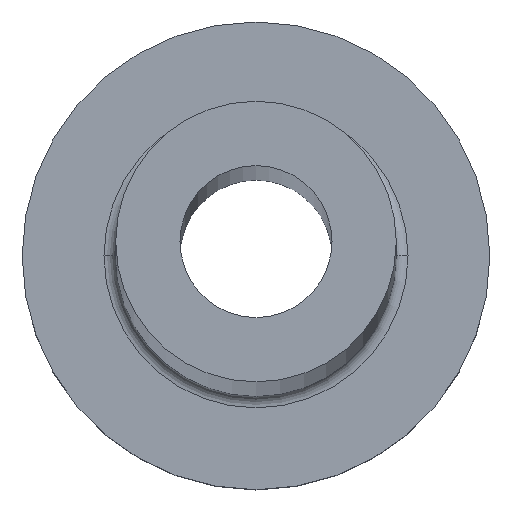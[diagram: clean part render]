
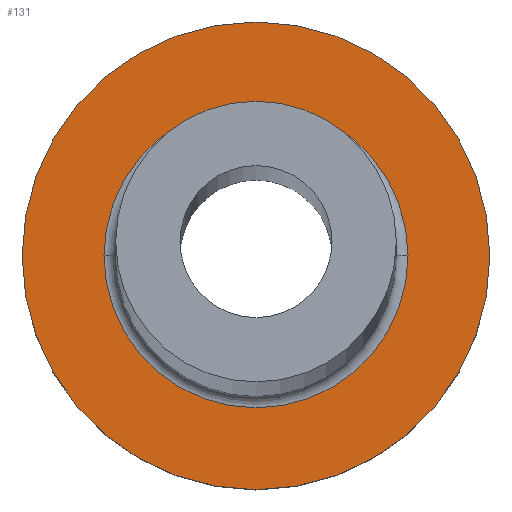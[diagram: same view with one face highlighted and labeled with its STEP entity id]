
A CAD part, top view. The second image highlights one B-rep face of the part: STEP entity #131.
In plain terms, the highlighted planar face has unit normal (0, 0, 1).
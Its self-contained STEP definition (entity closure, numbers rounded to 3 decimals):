
#1 = CIRCLE ( 'NONE', #219, 10. ) ;
#12 = CARTESIAN_POINT ( 'NONE',  ( 0., 0., 7. ) ) ;
#14 = CARTESIAN_POINT ( 'NONE',  ( -10., 0., 7. ) ) ;
#22 = VERTEX_POINT ( 'NONE', #211 ) ;
#28 = EDGE_CURVE ( 'NONE', #223, #227, #1, .T. ) ;
#35 = CARTESIAN_POINT ( 'NONE',  ( 10., 0., 7. ) ) ;
#45 = CARTESIAN_POINT ( 'NONE',  ( 0., 0., 7. ) ) ;
#65 = EDGE_CURVE ( 'NONE', #357, #22, #116, .T. ) ;
#69 = DIRECTION ( 'NONE',  ( 1., 0., 0. ) ) ;
#71 = CARTESIAN_POINT ( 'NONE',  ( 0., 0., 7. ) ) ;
#76 = DIRECTION ( 'NONE',  ( 0., 0., -1. ) ) ;
#90 = CIRCLE ( 'NONE', #372, 6.5 ) ;
#92 = DIRECTION ( 'NONE',  ( 1., 0., 0. ) ) ;
#99 = ORIENTED_EDGE ( 'NONE', *, *, #65, .T. ) ;
#106 = EDGE_LOOP ( 'NONE', ( #99, #178 ) ) ;
#107 = CARTESIAN_POINT ( 'NONE',  ( 6.5, 0., 7. ) ) ;
#116 = CIRCLE ( 'NONE', #333, 6.5 ) ;
#128 = AXIS2_PLACEMENT_3D ( 'NONE', #45, #199, #323 ) ;
#129 = CARTESIAN_POINT ( 'NONE',  ( 0., 0., 7. ) ) ;
#130 = CIRCLE ( 'NONE', #316, 10. ) ;
#131 = ADVANCED_FACE ( 'NONE', ( #215, #201 ), #220, .T. ) ;
#157 = DIRECTION ( 'NONE',  ( 1., 0., 0. ) ) ;
#166 = DIRECTION ( 'NONE',  ( 0., 0., 1. ) ) ;
#178 = ORIENTED_EDGE ( 'NONE', *, *, #368, .T. ) ;
#197 = DIRECTION ( 'NONE',  ( 0., 0., -1. ) ) ;
#199 = DIRECTION ( 'NONE',  ( 0., 0., 1. ) ) ;
#201 = FACE_OUTER_BOUND ( 'NONE', #359, .T. ) ;
#211 = CARTESIAN_POINT ( 'NONE',  ( -6.5, 0., 7. ) ) ;
#215 = FACE_BOUND ( 'NONE', #106, .T. ) ;
#219 = AXIS2_PLACEMENT_3D ( 'NONE', #129, #348, #92 ) ;
#220 = PLANE ( 'NONE',  #128 ) ;
#223 = VERTEX_POINT ( 'NONE', #14 ) ;
#227 = VERTEX_POINT ( 'NONE', #35 ) ;
#271 = EDGE_CURVE ( 'NONE', #227, #223, #130, .T. ) ;
#279 = DIRECTION ( 'NONE',  ( 1., 0., 0. ) ) ;
#300 = CARTESIAN_POINT ( 'NONE',  ( 0., 0., 7. ) ) ;
#316 = AXIS2_PLACEMENT_3D ( 'NONE', #300, #166, #279 ) ;
#318 = ORIENTED_EDGE ( 'NONE', *, *, #271, .T. ) ;
#323 = DIRECTION ( 'NONE',  ( 1., 0., 0. ) ) ;
#330 = ORIENTED_EDGE ( 'NONE', *, *, #28, .T. ) ;
#333 = AXIS2_PLACEMENT_3D ( 'NONE', #12, #76, #69 ) ;
#348 = DIRECTION ( 'NONE',  ( 0., 0., 1. ) ) ;
#357 = VERTEX_POINT ( 'NONE', #107 ) ;
#359 = EDGE_LOOP ( 'NONE', ( #330, #318 ) ) ;
#368 = EDGE_CURVE ( 'NONE', #22, #357, #90, .T. ) ;
#372 = AXIS2_PLACEMENT_3D ( 'NONE', #71, #197, #157 ) ;
